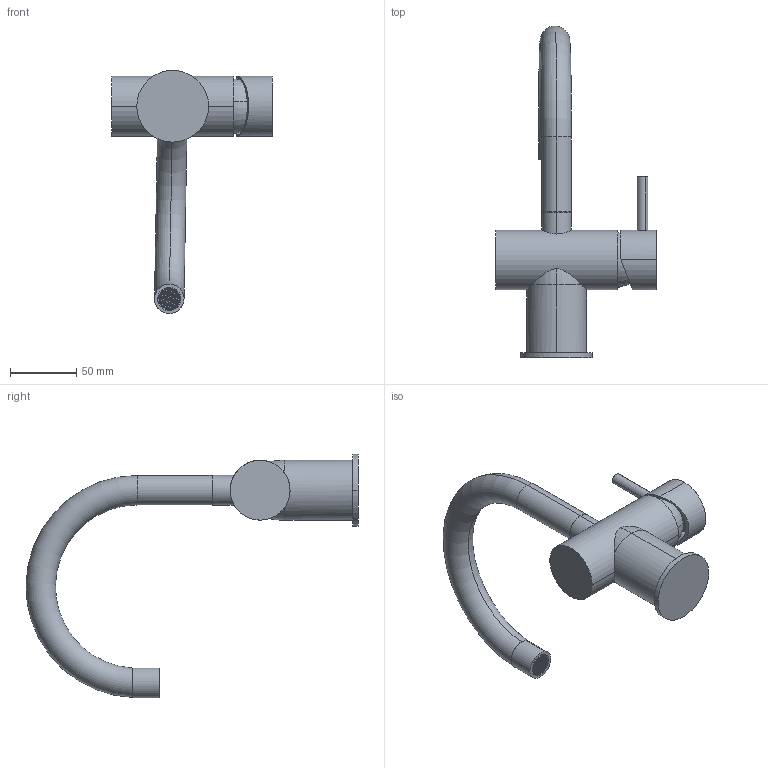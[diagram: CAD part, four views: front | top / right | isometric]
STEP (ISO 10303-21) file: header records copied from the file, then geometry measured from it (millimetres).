
FILE_DESCRIPTION (( 'STEP AP214' ), '1' );
FILE_NAME ('SSMCSCLH_shell.STEP', '2018-10-26T03:27:24', ( 'khoa' ), ( '' ), 'SwSTEP 2.0', 'SolidWorks 2016', '' );
FILE_SCHEMA (( 'AUTOMOTIVE_DESIGN' ));
Length unit declared in the file: millimetre
Products named in the file (2): SSMCSCLH_shell
Bounding box: 121.1 x 249.81 x 183.08 mm (x, y, z)
Volume: 236968.9 mm3; surface area: 93909.6 mm2
Topology: 9 solids, 9 shells, 1562 faces, 3973 edges, 2642 vertices
Faces by surface type: plane 1431, cylinder 97, cone 22, torus 12
Entity records: 62021 total; most frequent: CARTESIAN_POINT 8928, ORIENTED_EDGE 7946, DIRECTION 7307, EDGE_CURVE 3973, VECTOR 3719, LINE 3719, VERTEX_POINT 2642, AXIS2_PLACEMENT_3D 1794
